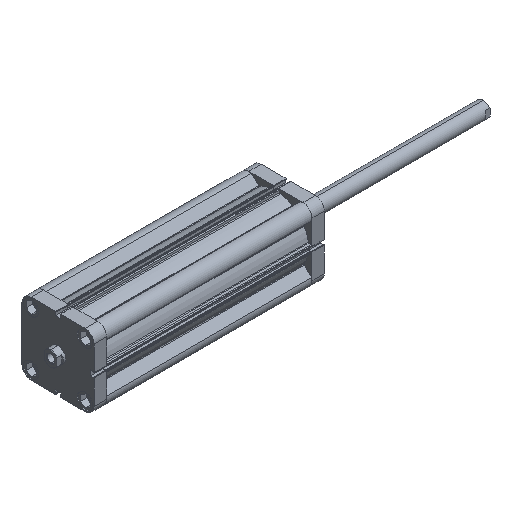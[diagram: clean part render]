
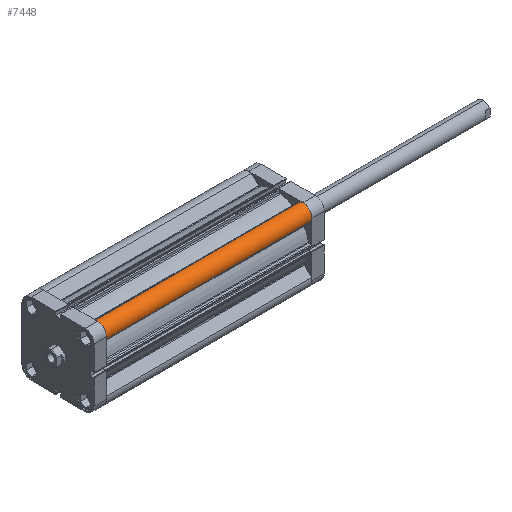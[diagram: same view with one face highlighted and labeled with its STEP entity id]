
A CAD part, isometric view. The second image highlights one B-rep face of the part: STEP entity #7448.
In plain terms, the highlighted cylindrical face has radius 12 mm (diameter 24 mm), a partial arc.
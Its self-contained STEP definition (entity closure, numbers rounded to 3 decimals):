
#315 = CARTESIAN_POINT ( 'NONE',  ( 47.533, -32.683, 273.5 ) ) ;
#316 = CARTESIAN_POINT ( 'NONE',  ( 32.683, -47.533, 273.5 ) ) ;
#491 = CIRCLE ( 'NONE', #4894, 12. ) ;
#658 = CIRCLE ( 'NONE', #4959, 12. ) ;
#734 = LINE ( 'NONE', #1007, #735 ) ;
#735 = VECTOR ( 'NONE', #1008, 1000. ) ;
#748 = LINE ( 'NONE', #1021, #749 ) ;
#749 = VECTOR ( 'NONE', #1022, 1000. ) ;
#1007 = CARTESIAN_POINT ( 'NONE',  ( 47.533, -32.683, 273.5 ) ) ;
#1008 = DIRECTION ( 'NONE',  ( 0., 0., -1. ) ) ;
#1021 = CARTESIAN_POINT ( 'NONE',  ( 32.683, -47.533, 273.5 ) ) ;
#1022 = DIRECTION ( 'NONE',  ( 0., 0., -1. ) ) ;
#1274 = EDGE_LOOP ( 'NONE', ( #1626, #1625, #1624, #1623 ) ) ;
#1623 = ORIENTED_EDGE ( 'NONE', *, *, #8260, .T. ) ;
#1624 = ORIENTED_EDGE ( 'NONE', *, *, #8096, .F. ) ;
#1625 = ORIENTED_EDGE ( 'NONE', *, *, #8253, .F. ) ;
#1626 = ORIENTED_EDGE ( 'NONE', *, *, #8205, .T. ) ;
#2760 = FACE_OUTER_BOUND ( 'NONE', #1274, .T. ) ;
#2762 = CYLINDRICAL_SURFACE ( 'NONE', #4489, 12. ) ;
#3794 = CARTESIAN_POINT ( 'NONE',  ( 32.683, -47.533, 0. ) ) ;
#3798 = CARTESIAN_POINT ( 'NONE',  ( 47.533, -32.683, 0. ) ) ;
#3819 = VERTEX_POINT ( 'NONE', #3798 ) ;
#3820 = VERTEX_POINT ( 'NONE', #3794 ) ;
#4239 = VERTEX_POINT ( 'NONE', #316 ) ;
#4240 = VERTEX_POINT ( 'NONE', #315 ) ;
#4489 = AXIS2_PLACEMENT_3D ( 'NONE', #5198, #5187, #5190 ) ;
#4894 = AXIS2_PLACEMENT_3D ( 'NONE', #7105, #7114, #7115 ) ;
#4959 = AXIS2_PLACEMENT_3D ( 'NONE', #7374, #7382, #7383 ) ;
#5187 = DIRECTION ( 'NONE',  ( 0., 0., -1. ) ) ;
#5190 = DIRECTION ( 'NONE',  ( -1., 0., 0. ) ) ;
#5198 = CARTESIAN_POINT ( 'NONE',  ( 36., -36., 273.5 ) ) ;
#7105 = CARTESIAN_POINT ( 'NONE',  ( 36., -36., 273.5 ) ) ;
#7114 = DIRECTION ( 'NONE',  ( 0., 0., 1. ) ) ;
#7115 = DIRECTION ( 'NONE',  ( -1., 0., 0. ) ) ;
#7374 = CARTESIAN_POINT ( 'NONE',  ( 36., -36., 0. ) ) ;
#7382 = DIRECTION ( 'NONE',  ( 0., 0., 1. ) ) ;
#7383 = DIRECTION ( 'NONE',  ( -1., 0., 0. ) ) ;
#7448 = ADVANCED_FACE ( 'NONE', ( #2760 ), #2762, .T. ) ;
#8096 = EDGE_CURVE ( 'NONE', #4239, #4240, #491, .T. ) ;
#8205 = EDGE_CURVE ( 'NONE', #3820, #3819, #658, .T. ) ;
#8253 = EDGE_CURVE ( 'NONE', #4240, #3819, #734, .T. ) ;
#8260 = EDGE_CURVE ( 'NONE', #4239, #3820, #748, .T. ) ;
